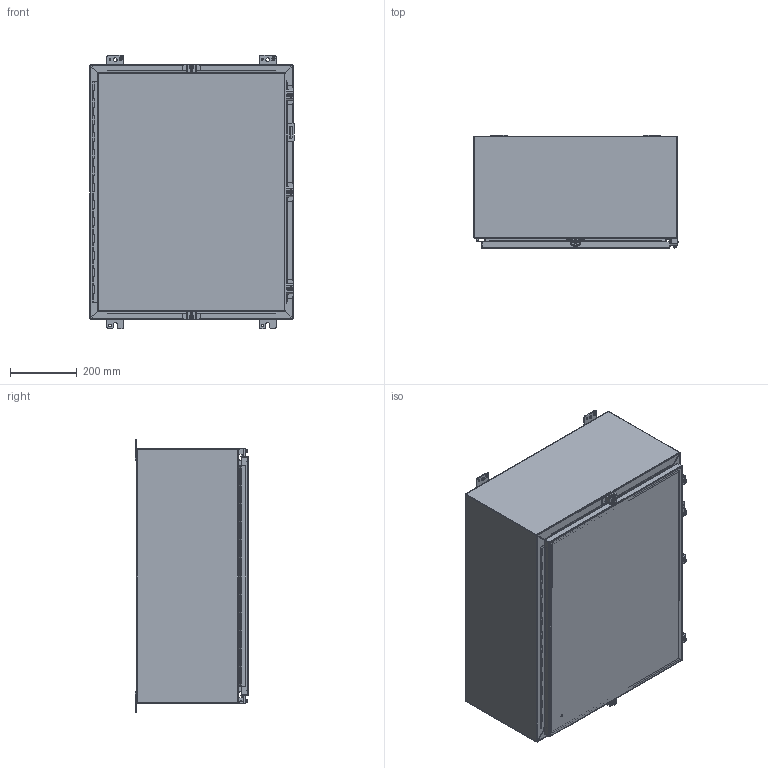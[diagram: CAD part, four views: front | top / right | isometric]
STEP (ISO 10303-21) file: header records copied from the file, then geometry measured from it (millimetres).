
FILE_DESCRIPTION (( 'STEP AP203' ), '1' );
FILE_NAME ('1418N4S16K12_Default.step', '2019-11-01T16:12:48', ( 'ADC123' ), ( 'Microsoft' ), 'SwSTEP 2.0', 'SolidWorks 2019', '' );
FILE_SCHEMA (( 'CONFIG_CONTROL_DESIGN' ));
Length unit declared in the file: inch
Products named in the file (1): 1418N4S16K12_Default
Bounding box: 612.8 x 339.73 x 819.15 mm (x, y, z)
Volume: 4726074.3 mm3; surface area: 4918123.6 mm2
Topology: 45 solids, 46 shells, 1503 faces, 3913 edges, 2543 vertices
Faces by surface type: plane 803, cylinder 568, bspline 124, cone 8
Entity records: 51284 total; most frequent: CARTESIAN_POINT 14294, ORIENTED_EDGE 7818, DIRECTION 7495, EDGE_CURVE 3909, VERTEX_POINT 2543, AXIS2_PLACEMENT_3D 2510, LINE 2475, VECTOR 2475
